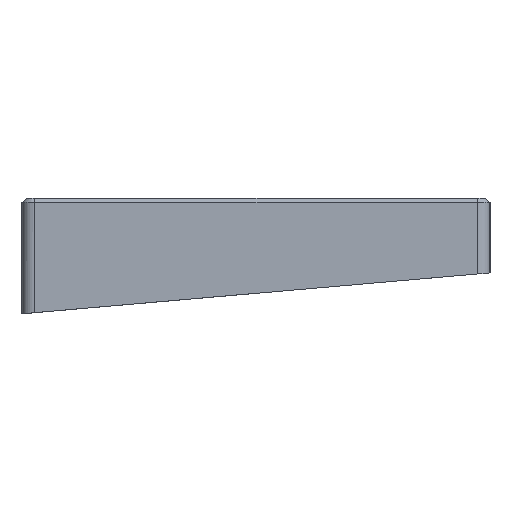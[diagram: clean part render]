
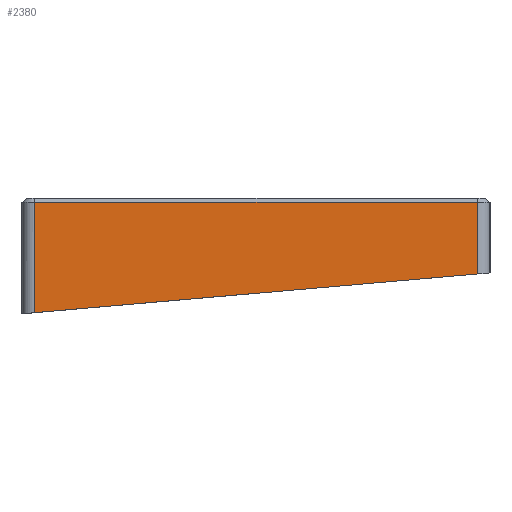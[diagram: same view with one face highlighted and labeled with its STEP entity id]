
A CAD part, left-side view. The second image highlights one B-rep face of the part: STEP entity #2380.
In plain terms, the highlighted planar face has unit normal (-1, 0, 0).
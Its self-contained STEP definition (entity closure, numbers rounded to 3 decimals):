
#260=FACE_OUTER_BOUND('',#396,.T.);
#396=EDGE_LOOP('',(#1631,#1632,#1633,#1634));
#550=LINE('',#3457,#772);
#569=LINE('',#3512,#791);
#570=LINE('',#3516,#792);
#571=LINE('',#3517,#793);
#772=VECTOR('',#2760,10.);
#791=VECTOR('',#2817,10.);
#792=VECTOR('',#2822,10.);
#793=VECTOR('',#2823,10.);
#994=VERTEX_POINT('',#3454);
#995=VERTEX_POINT('',#3456);
#1012=VERTEX_POINT('',#3511);
#1013=VERTEX_POINT('',#3515);
#1230=EDGE_CURVE('',#994,#995,#550,.T.);
#1258=EDGE_CURVE('',#995,#1012,#569,.T.);
#1260=EDGE_CURVE('',#1013,#994,#570,.T.);
#1261=EDGE_CURVE('',#1012,#1013,#571,.T.);
#1631=ORIENTED_EDGE('',*,*,#1230,.F.);
#1632=ORIENTED_EDGE('',*,*,#1260,.F.);
#1633=ORIENTED_EDGE('',*,*,#1261,.F.);
#1634=ORIENTED_EDGE('',*,*,#1258,.F.);
#2308=PLANE('',#2540);
#2380=ADVANCED_FACE('',(#260),#2308,.T.);
#2540=AXIS2_PLACEMENT_3D('',#3514,#2820,#2821);
#2760=DIRECTION('',(0.,-1.,0.));
#2817=DIRECTION('',(0.,0.,-1.));
#2820=DIRECTION('center_axis',(-1.,0.,0.));
#2821=DIRECTION('ref_axis',(0.,-1.,0.));
#2822=DIRECTION('',(0.,0.,1.));
#2823=DIRECTION('',(0.,0.996,-0.087));
#3454=CARTESIAN_POINT('',(-12.,9.,6.5));
#3456=CARTESIAN_POINT('',(-12.,-94.725,6.5));
#3457=CARTESIAN_POINT('',(-12.,-15.431,6.5));
#3511=CARTESIAN_POINT('',(-12.,-94.725,-10.262));
#3512=CARTESIAN_POINT('',(-12.,-94.725,0.));
#3514=CARTESIAN_POINT('Origin',(-12.,12.,0.));
#3515=CARTESIAN_POINT('',(-12.,9.,-19.337));
#3516=CARTESIAN_POINT('',(-12.,9.,0.));
#3517=CARTESIAN_POINT('',(-12.,-16.386,-17.116));
